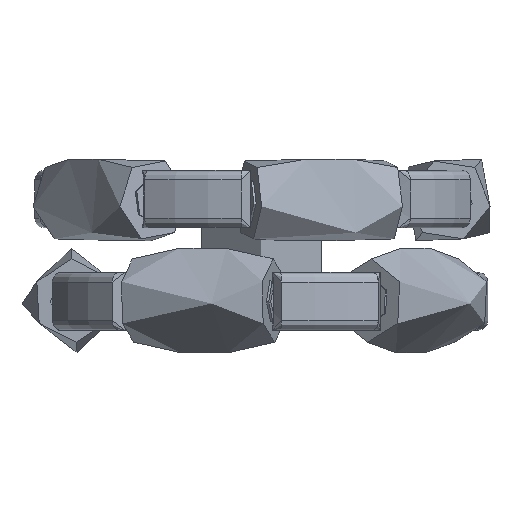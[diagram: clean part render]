
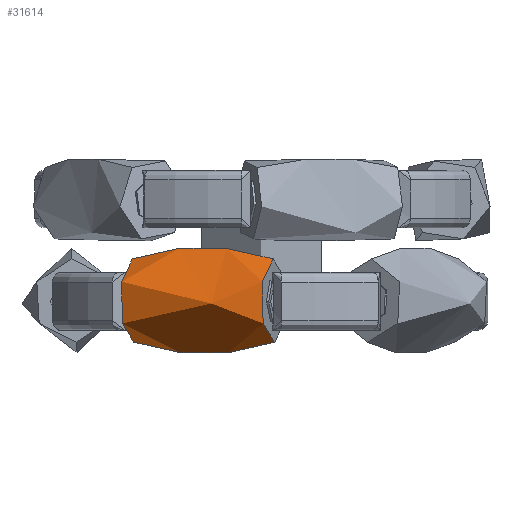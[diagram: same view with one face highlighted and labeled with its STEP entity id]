
A CAD part, left-side view. The second image highlights one B-rep face of the part: STEP entity #31614.
In plain terms, the highlighted free-form (B-spline) face has degree [3, 3] with [7, 4] control points.
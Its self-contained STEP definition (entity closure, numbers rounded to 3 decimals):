
#31532=CARTESIAN_POINT('',(-38.993,6.471,5.688));
#31533=VERTEX_POINT('',#31532);
#31534=CARTESIAN_POINT('',(-38.425,6.286,-4.795));
#31535=VERTEX_POINT('',#31534);
#31536=CARTESIAN_POINT('',(-38.709,6.379,0.446));
#31537=DIRECTION('',(-0.054,0.018,0.998));
#31538=DIRECTION('',(-0.309,-0.951,0.));
#31539=AXIS2_PLACEMENT_3D('',#31536,#31538,#31537);
#31540=CIRCLE('',#31539,5.25);
#31541=EDGE_CURVE('',#31533,#31535,#31540,.T.);
#31557=CARTESIAN_POINT('',(-38.237,5.848,-4.647));
#31558=CARTESIAN_POINT('',(-36.04,11.78,-6.781));
#31559=CARTESIAN_POINT('',(-33.977,18.13,-6.781));
#31560=CARTESIAN_POINT('',(-32.268,24.22,-4.647));
#31561=CARTESIAN_POINT('',(-41.218,6.817,-5.024));
#31562=CARTESIAN_POINT('',(-40.27,13.155,-7.317));
#31563=CARTESIAN_POINT('',(-38.207,19.504,-7.317));
#31564=CARTESIAN_POINT('',(-35.249,25.189,-5.024));
#31565=CARTESIAN_POINT('',(-43.521,7.565,-2.998));
#31566=CARTESIAN_POINT('',(-43.537,14.216,-4.44));
#31567=CARTESIAN_POINT('',(-41.474,20.566,-4.44));
#31568=CARTESIAN_POINT('',(-37.551,25.937,-2.998));
#31569=CARTESIAN_POINT('',(-43.691,7.62,0.155));
#31570=CARTESIAN_POINT('',(-43.779,14.295,0.032));
#31571=CARTESIAN_POINT('',(-41.716,20.644,0.032));
#31572=CARTESIAN_POINT('',(-37.722,25.993,0.155));
#31573=CARTESIAN_POINT('',(-43.862,7.676,3.307));
#31574=CARTESIAN_POINT('',(-44.022,14.374,4.505));
#31575=CARTESIAN_POINT('',(-41.958,20.723,4.505));
#31576=CARTESIAN_POINT('',(-37.893,26.048,3.307));
#31577=CARTESIAN_POINT('',(-41.794,7.004,5.596));
#31578=CARTESIAN_POINT('',(-41.086,13.42,7.753));
#31579=CARTESIAN_POINT('',(-39.023,19.769,7.753));
#31580=CARTESIAN_POINT('',(-35.824,25.376,5.596));
#31581=CARTESIAN_POINT('',(-38.791,6.028,5.577));
#31582=CARTESIAN_POINT('',(-36.826,12.035,7.726));
#31583=CARTESIAN_POINT('',(-34.763,18.385,7.726));
#31584=CARTESIAN_POINT('',(-32.822,24.4,5.577));
#31585=(BOUNDED_SURFACE()B_SPLINE_SURFACE(3,3,((#31557,#31558,#31559,#31560),(#31561,#31562,#31563,#31564),(#31565,#31566,#31567,#31568),(#31569,#31570,#31571,#31572),(#31573,#31574,#31575,#31576),(#31577,#31578,#31579,#31580),(#31581,#31582,#31583,#31584)),.UNSPECIFIED.,.F.,.F.,.U.)B_SPLINE_SURFACE_WITH_KNOTS((4,3,4),(4,4),(0.,1.,2.),(0.,1.),.UNSPECIFIED.)GEOMETRIC_REPRESENTATION_ITEM()RATIONAL_B_SPLINE_SURFACE(((1.22,1.176,1.176,1.22),(0.963,0.929,0.929,0.963),(0.963,0.929,0.929,0.963),(1.22,1.176,1.176,1.22),(0.963,0.929,0.929,0.963),(0.963,0.929,0.929,0.963),(1.22,1.176,1.176,1.22)))REPRESENTATION_ITEM('')SURFACE());
#31586=ORIENTED_EDGE('',*,*,#31541,.F.);
#31587=CARTESIAN_POINT('',(-33.245,24.161,5.688));
#31588=VERTEX_POINT('',#31587);
#31589=CARTESIAN_POINT('',(-34.577,14.815,-22.788));
#31590=DIRECTION('',(-0.147,-0.278,0.949));
#31591=DIRECTION('',(-0.95,0.309,-0.057));
#31592=AXIS2_PLACEMENT_3D('',#31589,#31591,#31590);
#31593=CIRCLE('',#31592,30.);
#31594=EDGE_CURVE('',#31533,#31588,#31593,.T.);
#31595=ORIENTED_EDGE('',*,*,#31594,.T.);
#31596=CARTESIAN_POINT('',(-32.677,23.976,-4.795));
#31597=VERTEX_POINT('',#31596);
#31598=CARTESIAN_POINT('',(-32.961,24.068,0.446));
#31599=DIRECTION('',(-0.054,0.018,0.998));
#31600=DIRECTION('',(-0.309,-0.951,0.));
#31601=AXIS2_PLACEMENT_3D('',#31598,#31600,#31599);
#31602=CIRCLE('',#31601,5.25);
#31603=EDGE_CURVE('',#31588,#31597,#31602,.T.);
#31604=ORIENTED_EDGE('',*,*,#31603,.T.);
#31605=CARTESIAN_POINT('',(-37.094,15.633,23.681));
#31606=DIRECTION('',(0.147,0.278,-0.949));
#31607=DIRECTION('',(-0.95,0.309,-0.057));
#31608=AXIS2_PLACEMENT_3D('',#31605,#31607,#31606);
#31609=CIRCLE('',#31608,30.);
#31610=EDGE_CURVE('',#31597,#31535,#31609,.T.);
#31611=ORIENTED_EDGE('',*,*,#31610,.T.);
#31612=EDGE_LOOP('',(#31586,#31595,#31604,#31611));
#31613=FACE_OUTER_BOUND('',#31612,.T.);
#31614=ADVANCED_FACE('',(#31613),#31585,.T.);
